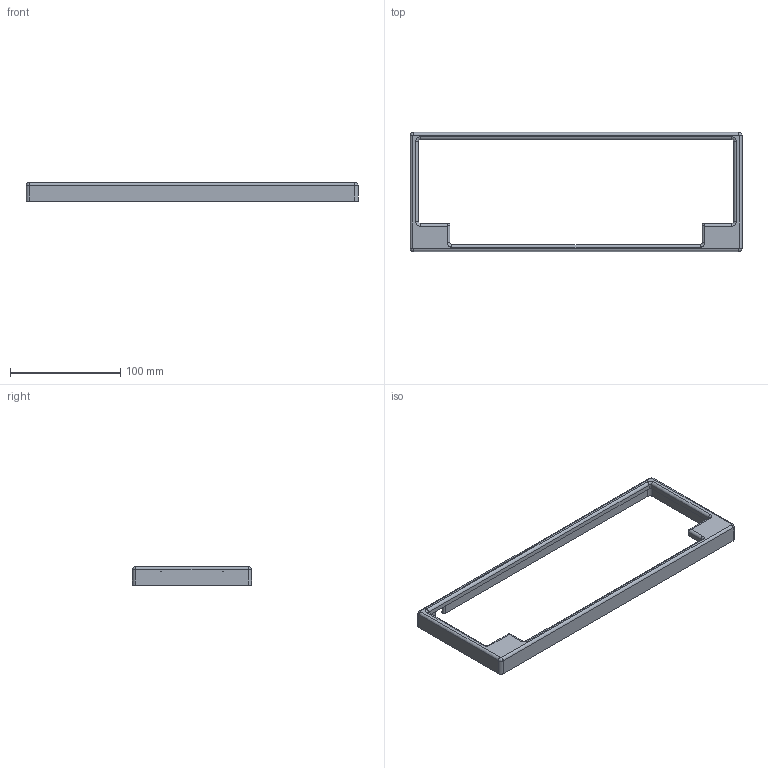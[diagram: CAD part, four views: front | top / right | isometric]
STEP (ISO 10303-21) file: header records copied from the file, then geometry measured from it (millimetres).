
FILE_DESCRIPTION(/* description */ (''),/* implementation_level */ '2;1');
FILE_NAME(/* name */ 'Curved HHKB Style.stp',/* time_stamp */ '2016-04-30T19:32:14-07:00',/* author */ ('Josh'),/* organization */ (''),/* preprocessor_version */ 'ST-DEVELOPER v15.6',/* originating_system */ 'Autodesk Inventor 2015',/* authorisation */ '');
FILE_SCHEMA (('AUTOMOTIVE_DESIGN { 1 0 10303 214 3 1 1 }'));
Length unit declared in the file: inch
Products named in the file (1): Curved HHKB
Bounding box: 300.99 x 107.95 x 16.84 mm (x, y, z)
Volume: 72473.3 mm3; surface area: 38053.8 mm2
Topology: 1 solids, 1 shells, 74 faces, 188 edges, 114 vertices
Faces by surface type: cylinder 36, plane 22, bspline 6, torus 6, cone 4
Full cylindrical faces by diameter (mm): 2.845 x4
Entity records: 2234 total; most frequent: CARTESIAN_POINT 449, DIRECTION 394, ORIENTED_EDGE 348, EDGE_CURVE 174, AXIS2_PLACEMENT_3D 151, VERTEX_POINT 110, LINE 92, VECTOR 92
